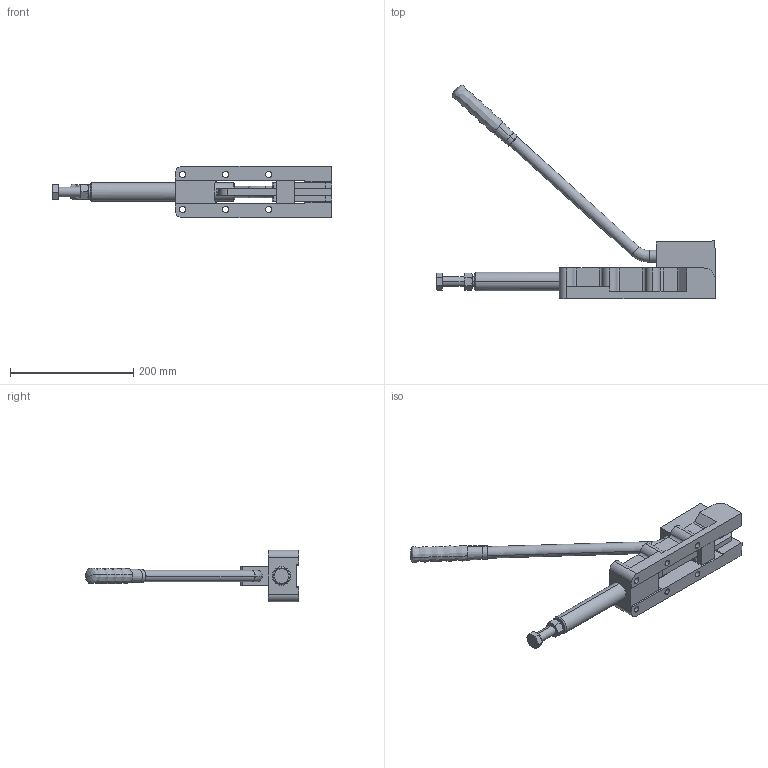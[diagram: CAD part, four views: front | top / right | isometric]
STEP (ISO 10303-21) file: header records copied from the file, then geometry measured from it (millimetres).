
FILE_DESCRIPTION (( 'STEP AP214' ), '1' );
FILE_NAME ('GH-35000HL(Â²¤Æ)-1.STEP', '2020-06-17T08:14:20', ( 'LinWei' ), ( '' ), 'SwSTEP 2.0', 'SolidWorks 2016', '' );
FILE_SCHEMA (( 'AUTOMOTIVE_DESIGN' ));
Length unit declared in the file: millimetre
Products named in the file (6): Group5^GH-35000HL(簡化)-1; Group4^GH-35000HL(簡化)-1; Group3^GH-35000HL(簡化)-1; GH-35000HL(簡化)-1; Group1^GH-35000HL(簡化); 43500005-1^GH-35000HL(簡化)-1
Assembly tree (5 placements, depth 2):
  GH-35000HL(簡化)-1
    Group3^GH-35000HL(簡化)-1
    Group4^GH-35000HL(簡化)-1
    Group5^GH-35000HL(簡化)-1
    43500005-1^GH-35000HL(簡化)-1
    Group1^GH-35000HL(簡化)
Bounding box: 453.75 x 347.02 x 84 mm (x, y, z)
Volume: 1050398.5 mm3; surface area: 201559.2 mm2
Topology: 5 solids, 5 shells, 195 faces, 490 edges, 310 vertices
Faces by surface type: plane 85, cylinder 75, cone 29, torus 4, bspline 2
Entity records: 6668 total; most frequent: CARTESIAN_POINT 1405, DIRECTION 1040, ORIENTED_EDGE 972, EDGE_CURVE 486, AXIS2_PLACEMENT_3D 399, VERTEX_POINT 310, VECTOR 242, LINE 242
